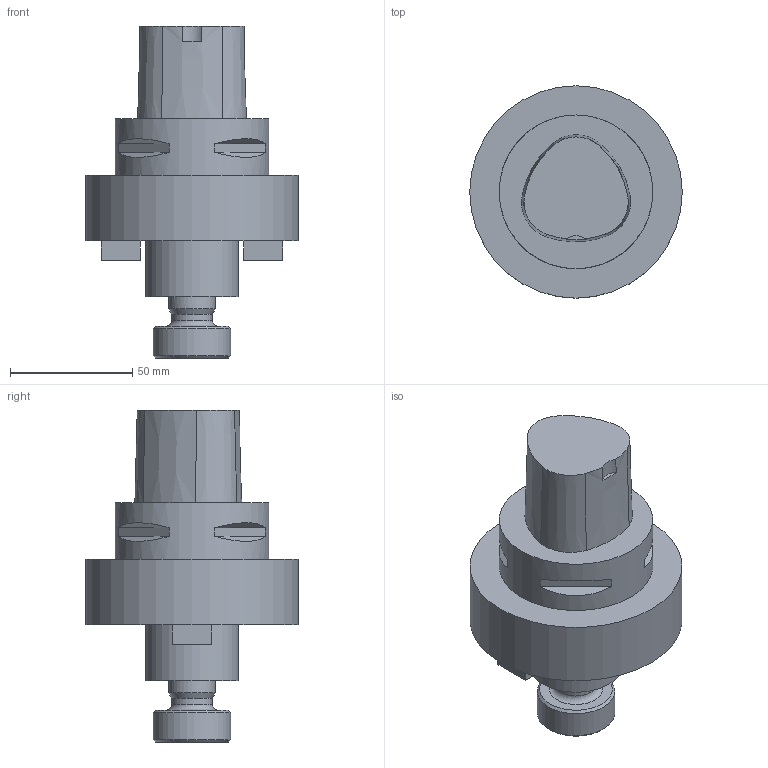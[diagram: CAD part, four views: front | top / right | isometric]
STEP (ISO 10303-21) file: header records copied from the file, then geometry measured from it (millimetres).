
FILE_DESCRIPTION(/* description */ ('3-D model version:1'),/* implementation_level */ '2;1');
FILE_NAME(/* name */ 'C6-A391.05C-38050M',/* time_stamp */ '2016-12-02T14:00:46',/* author */ ('InteractiveCad'),/* organization */ ('AB Sandvik Coromant'),/* preprocessor_version */ 'ST-DEVELOPER v11',/* originating_system */ 'SIEMENS UGS NX 6.0',/* authorization */ '');
FILE_SCHEMA(('AUTOMOTIVE_DESIGN'));
Length unit declared in the file: millimetre
Products named in the file (1): C6_A391_05C_38050M_SIM
Bounding box: 87 x 87 x 136 mm (x, y, z)
Volume: 324421.9 mm3; surface area: 39033 mm2
Topology: 1 solids, 1 shells, 73 faces, 154 edges, 102 vertices
Faces by surface type: plane 38, cylinder 19, cone 13, torus 3
Full cylindrical faces by diameter (mm): 5 x4, 6.8 x4, 13 x2, 13.3 x2, 16.65 x1, 19.05 x1, 31.75 x1, 38.1 x1, 63 x1, 87 x1
Entity records: 1836 total; most frequent: DIRECTION 330, CARTESIAN_POINT 289, ORIENTED_EDGE 226, AXIS2_PLACEMENT_3D 142, EDGE_LOOP 120, EDGE_CURVE 113, VERTEX_POINT 93, FACE_BOUND 88
